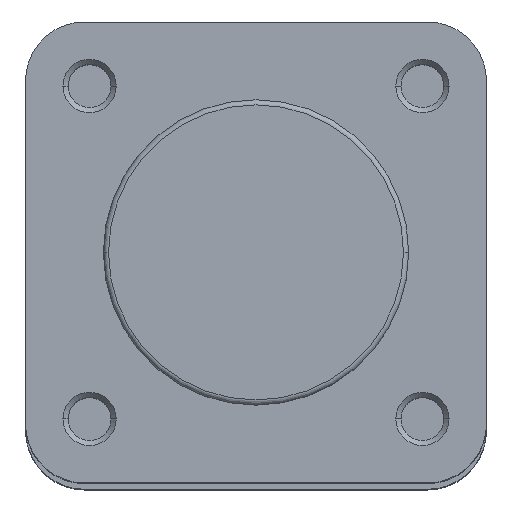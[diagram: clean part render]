
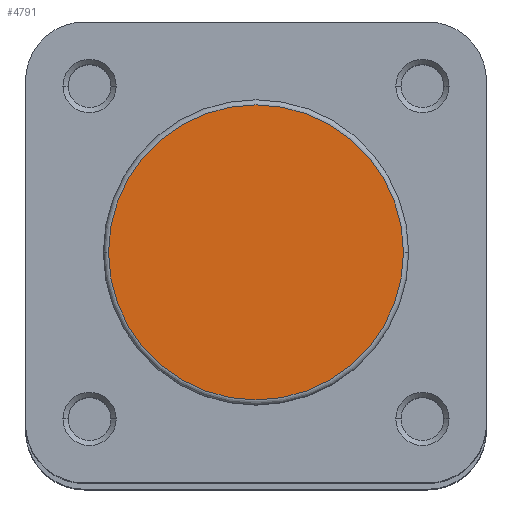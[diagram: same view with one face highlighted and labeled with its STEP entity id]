
A CAD part, top view. The second image highlights one B-rep face of the part: STEP entity #4791.
In plain terms, the highlighted planar face has unit normal (0, 0, 1).
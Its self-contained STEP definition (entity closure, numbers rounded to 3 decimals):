
#83 = AXIS2_PLACEMENT_3D ( 'NONE', #1795, #1801, #1802 ) ;
#350 = AXIS2_PLACEMENT_3D ( 'NONE', #3662, #3663, #3664 ) ;
#486 = CARTESIAN_POINT ( 'NONE',  ( 0., 0., 0. ) ) ;
#488 = DIRECTION ( 'NONE',  ( 0., 0., 1. ) ) ;
#490 = DIRECTION ( 'NONE',  ( -1., 0., 0. ) ) ;
#562 = EDGE_CURVE ( 'NONE', #3034, #3062, #2369, .T. ) ;
#764 = AXIS2_PLACEMENT_3D ( 'NONE', #486, #488, #490 ) ;
#827 = CARTESIAN_POINT ( 'NONE',  ( 14.4, 0., 0. ) ) ;
#873 = CARTESIAN_POINT ( 'NONE',  ( -14.4, 0., 0. ) ) ;
#1445 = EDGE_CURVE ( 'NONE', #3062, #3034, #2525, .T. ) ;
#1792 = PLANE ( 'NONE',  #83 ) ;
#1795 = CARTESIAN_POINT ( 'NONE',  ( 0., 14.9, 0. ) ) ;
#1801 = DIRECTION ( 'NONE',  ( 0., 0., -1. ) ) ;
#1802 = DIRECTION ( 'NONE',  ( -1., 0., 0. ) ) ;
#2369 = CIRCLE ( 'NONE', #350, 14.4 ) ;
#2525 = CIRCLE ( 'NONE', #764, 14.4 ) ;
#3034 = VERTEX_POINT ( 'NONE', #827 ) ;
#3062 = VERTEX_POINT ( 'NONE', #873 ) ;
#3662 = CARTESIAN_POINT ( 'NONE',  ( 0., 0., 0. ) ) ;
#3663 = DIRECTION ( 'NONE',  ( 0., 0., 1. ) ) ;
#3664 = DIRECTION ( 'NONE',  ( -1., 0., 0. ) ) ;
#3975 = EDGE_LOOP ( 'NONE', ( #4578, #4523 ) ) ;
#4190 = FACE_OUTER_BOUND ( 'NONE', #3975, .T. ) ;
#4523 = ORIENTED_EDGE ( 'NONE', *, *, #562, .T. ) ;
#4578 = ORIENTED_EDGE ( 'NONE', *, *, #1445, .T. ) ;
#4791 = ADVANCED_FACE ( 'NONE', ( #4190 ), #1792, .F. ) ;
